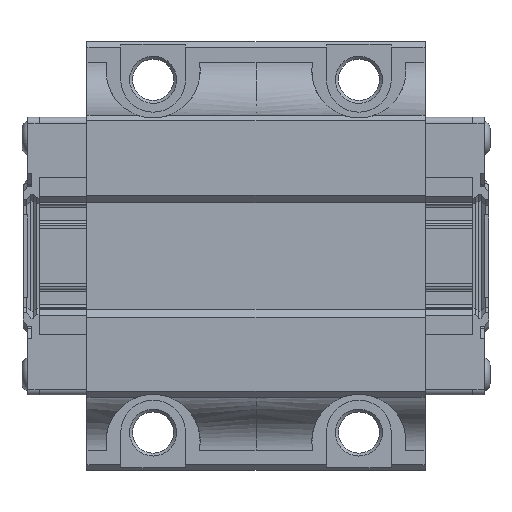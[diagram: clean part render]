
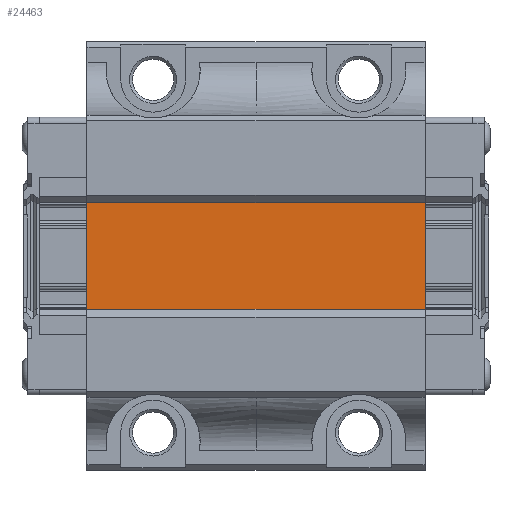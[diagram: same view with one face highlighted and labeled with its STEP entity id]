
A CAD part, front view. The second image highlights one B-rep face of the part: STEP entity #24463.
In plain terms, the highlighted planar face has unit normal (0, -1, 0).
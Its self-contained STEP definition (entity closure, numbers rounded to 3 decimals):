
#792=FACE_OUTER_BOUND('',#2168,.T.);
#2168=EDGE_LOOP('',(#15712,#15713,#15714,#15715));
#4370=LINE('',#34799,#7018);
#4482=LINE('',#35130,#7130);
#4529=LINE('',#35436,#7177);
#4530=LINE('',#35437,#7178);
#7018=VECTOR('',#28026,18.853);
#7130=VECTOR('',#28248,18.853);
#7177=VECTOR('',#28425,57.5);
#7178=VECTOR('',#28426,57.5);
#9714=VERTEX_POINT('',#34796);
#9715=VERTEX_POINT('',#34798);
#9878=VERTEX_POINT('',#35127);
#9879=VERTEX_POINT('',#35129);
#11974=EDGE_CURVE('',#9714,#9715,#4370,.T.);
#12138=EDGE_CURVE('',#9879,#9878,#4482,.T.);
#12225=EDGE_CURVE('',#9715,#9878,#4529,.T.);
#12226=EDGE_CURVE('',#9879,#9714,#4530,.T.);
#15712=ORIENTED_EDGE('',*,*,#12225,.F.);
#15713=ORIENTED_EDGE('',*,*,#11974,.F.);
#15714=ORIENTED_EDGE('',*,*,#12226,.F.);
#15715=ORIENTED_EDGE('',*,*,#12138,.T.);
#22133=PLANE('',#25975);
#24463=ADVANCED_FACE('',(#792),#22133,.F.);
#25975=AXIS2_PLACEMENT_3D('',#35435,#28423,#28424);
#28026=DIRECTION('',(0.,0.,-1.));
#28248=DIRECTION('',(0.,0.,-1.));
#28423=DIRECTION('center_axis',(0.,1.,0.));
#28424=DIRECTION('ref_axis',(0.,0.,-1.));
#28425=DIRECTION('',(-1.,0.,0.));
#28426=DIRECTION('',(1.,0.,0.));
#34796=CARTESIAN_POINT('',(30.25,19.45,9.427));
#34798=CARTESIAN_POINT('',(30.25,19.45,-9.427));
#34799=CARTESIAN_POINT('',(30.25,19.45,-9.427));
#35127=CARTESIAN_POINT('',(-27.25,19.45,-9.427));
#35129=CARTESIAN_POINT('',(-27.25,19.45,9.427));
#35130=CARTESIAN_POINT('',(-27.25,19.45,35.923));
#35435=CARTESIAN_POINT('Origin',(28.75,19.45,-9.427));
#35436=CARTESIAN_POINT('',(28.75,19.45,-9.427));
#35437=CARTESIAN_POINT('',(28.75,19.45,9.427));
